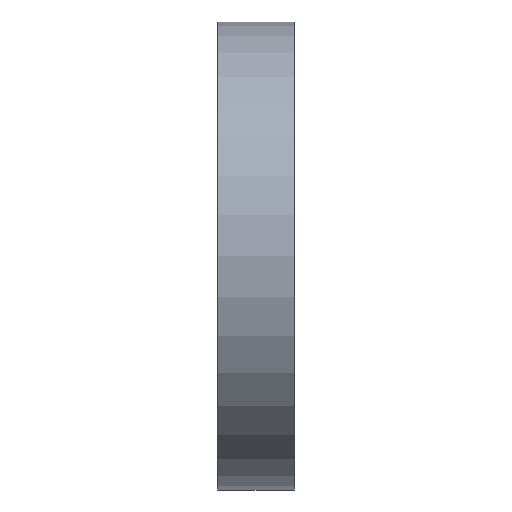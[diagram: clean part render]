
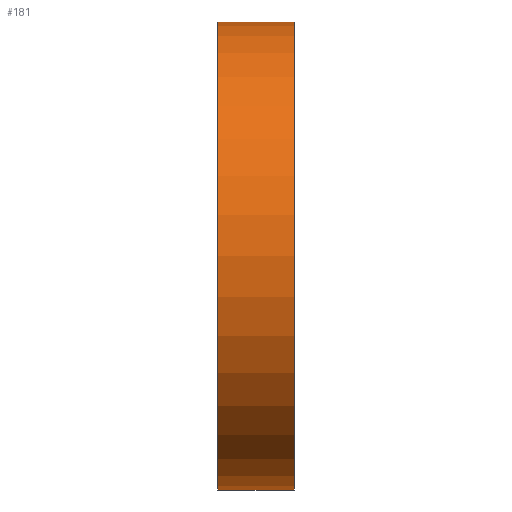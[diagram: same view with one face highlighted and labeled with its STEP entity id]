
A CAD part, left-side view. The second image highlights one B-rep face of the part: STEP entity #181.
In plain terms, the highlighted cylindrical face has radius 9.754 mm (diameter 19.507 mm), a partial arc.
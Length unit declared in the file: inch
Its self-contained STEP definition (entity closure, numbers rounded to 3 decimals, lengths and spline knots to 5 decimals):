
#16 = CARTESIAN_POINT ( 'NONE',  ( 0., -0.0625, -0.384 ) ) ;
#18 = DIRECTION ( 'NONE',  ( 0., -1., 0. ) ) ;
#21 = EDGE_CURVE ( 'NONE', #988, #533, #366, .T. ) ;
#27 = CARTESIAN_POINT ( 'NONE',  ( 0., -0.0625, 0.384 ) ) ;
#28 = DIRECTION ( 'NONE',  ( 0., 0., -1. ) ) ;
#46 = CARTESIAN_POINT ( 'NONE',  ( 0., 0.0625, -0.384 ) ) ;
#49 = DIRECTION ( 'NONE',  ( 0., -1., 0. ) ) ;
#124 = VECTOR ( 'NONE', #202, 39.37008 ) ;
#181 = ADVANCED_FACE ( 'NONE', ( #424 ), #731, .T. ) ;
#187 = CARTESIAN_POINT ( 'NONE',  ( 0., 0.0625, 0. ) ) ;
#202 = DIRECTION ( 'NONE',  ( 0., -1., 0. ) ) ;
#242 = AXIS2_PLACEMENT_3D ( 'NONE', #450, #369, #273 ) ;
#244 = ORIENTED_EDGE ( 'NONE', *, *, #483, .T. ) ;
#273 = DIRECTION ( 'NONE',  ( 0., 0., 1. ) ) ;
#279 = ORIENTED_EDGE ( 'NONE', *, *, #1026, .F. ) ;
#366 = LINE ( 'NONE', #754, #701 ) ;
#369 = DIRECTION ( 'NONE',  ( 0., 1., 0. ) ) ;
#417 = DIRECTION ( 'NONE',  ( 0., 0., 1. ) ) ;
#424 = FACE_OUTER_BOUND ( 'NONE', #974, .T. ) ;
#439 = LINE ( 'NONE', #46, #124 ) ;
#450 = CARTESIAN_POINT ( 'NONE',  ( 0., 0.0625, 0. ) ) ;
#467 = ORIENTED_EDGE ( 'NONE', *, *, #1041, .T. ) ;
#480 = AXIS2_PLACEMENT_3D ( 'NONE', #867, #782, #417 ) ;
#483 = EDGE_CURVE ( 'NONE', #617, #533, #881, .T. ) ;
#533 = VERTEX_POINT ( 'NONE', #27 ) ;
#549 = ORIENTED_EDGE ( 'NONE', *, *, #21, .F. ) ;
#617 = VERTEX_POINT ( 'NONE', #16 ) ;
#701 = VECTOR ( 'NONE', #49, 39.37008 ) ;
#731 = CYLINDRICAL_SURFACE ( 'NONE', #790, 0.384 ) ;
#741 = CARTESIAN_POINT ( 'NONE',  ( 0., 0.0625, -0.384 ) ) ;
#754 = CARTESIAN_POINT ( 'NONE',  ( 0., 0.0625, 0.384 ) ) ;
#782 = DIRECTION ( 'NONE',  ( 0., 1., 0. ) ) ;
#790 = AXIS2_PLACEMENT_3D ( 'NONE', #187, #18, #28 ) ;
#841 = CIRCLE ( 'NONE', #242, 0.384 ) ;
#867 = CARTESIAN_POINT ( 'NONE',  ( 0., -0.0625, 0. ) ) ;
#881 = CIRCLE ( 'NONE', #480, 0.384 ) ;
#922 = CARTESIAN_POINT ( 'NONE',  ( 0., 0.0625, 0.384 ) ) ;
#974 = EDGE_LOOP ( 'NONE', ( #549, #279, #467, #244 ) ) ;
#988 = VERTEX_POINT ( 'NONE', #922 ) ;
#1012 = VERTEX_POINT ( 'NONE', #741 ) ;
#1026 = EDGE_CURVE ( 'NONE', #1012, #988, #841, .T. ) ;
#1041 = EDGE_CURVE ( 'NONE', #1012, #617, #439, .T. ) ;
